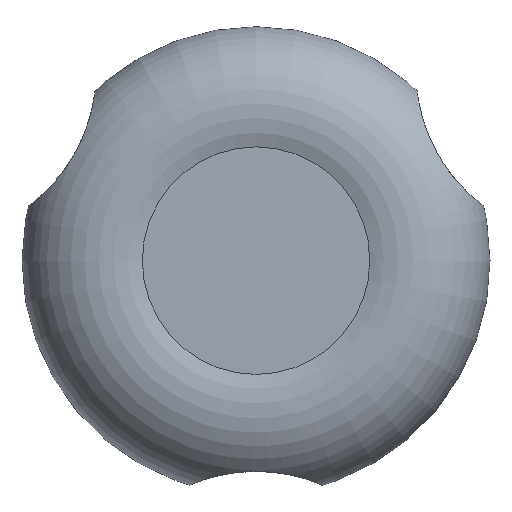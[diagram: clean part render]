
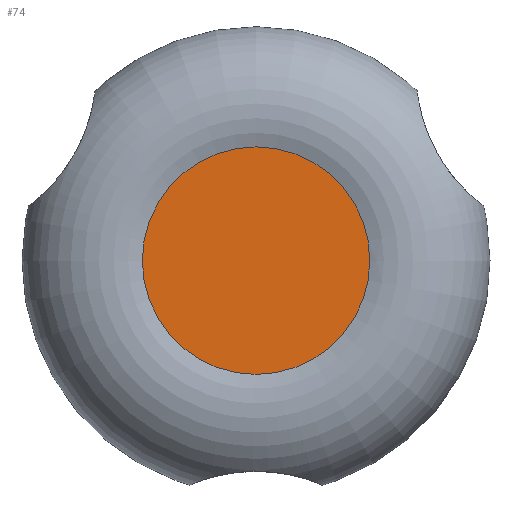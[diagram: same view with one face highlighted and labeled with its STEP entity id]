
A CAD part, top view. The second image highlights one B-rep face of the part: STEP entity #74.
In plain terms, the highlighted planar face has unit normal (0, 0, 1).
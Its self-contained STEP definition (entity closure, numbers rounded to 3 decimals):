
#74 = ADVANCED_FACE( '', ( #182 ), #183, .F. );
#182 = FACE_OUTER_BOUND( '', #336, .T. );
#183 = PLANE( '', #337 );
#336 = EDGE_LOOP( '', ( #501 ) );
#337 = AXIS2_PLACEMENT_3D( '', #502, #503, #504 );
#501 = ORIENTED_EDGE( '', *, *, #879, .T. );
#502 = CARTESIAN_POINT( '', ( 0., 0., 43. ) );
#503 = DIRECTION( '', ( 0., 0., -1. ) );
#504 = DIRECTION( '', ( -1., 0., 0. ) );
#879 = EDGE_CURVE( '', #1043, #1043, #1044, .T. );
#1043 = VERTEX_POINT( '', #1287 );
#1044 = CIRCLE( '', #1288, 17. );
#1287 = CARTESIAN_POINT( '', ( 17., 0., 43. ) );
#1288 = AXIS2_PLACEMENT_3D( '', #2112, #2113, #2114 );
#2112 = CARTESIAN_POINT( '', ( 0., 0., 43. ) );
#2113 = DIRECTION( '', ( 0., 0., 1. ) );
#2114 = DIRECTION( '', ( 1., 0., 0. ) );
